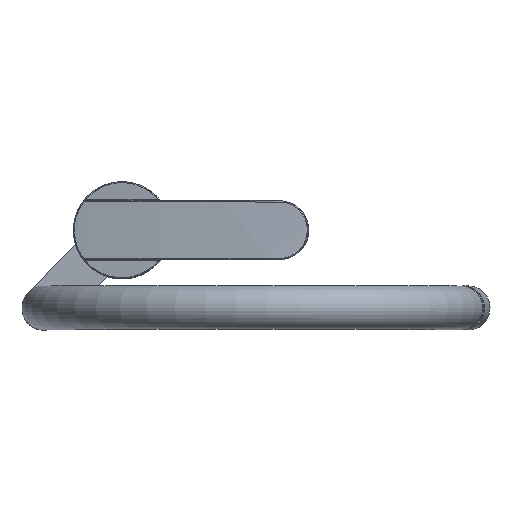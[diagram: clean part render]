
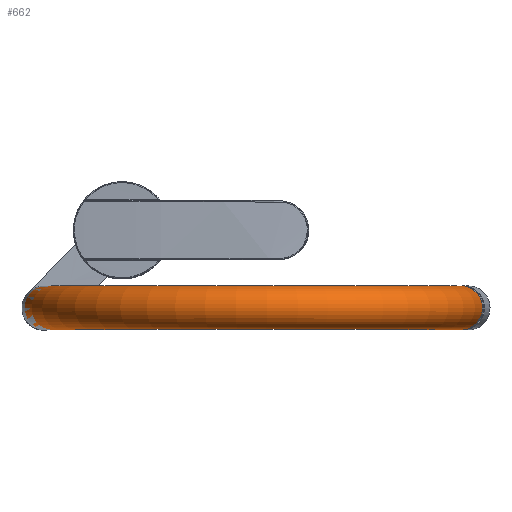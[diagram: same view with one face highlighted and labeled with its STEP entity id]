
A CAD part, top view. The second image highlights one B-rep face of the part: STEP entity #662.
In plain terms, the highlighted toroidal (fillet/blend) face has major radius 110.5 mm and minor radius 11.5 mm.
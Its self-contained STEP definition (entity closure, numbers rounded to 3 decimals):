
#41=TOROIDAL_SURFACE('',#980,110.5,11.5);
#203=ORIENTED_EDGE('',*,*,#339,.T.);
#204=ORIENTED_EDGE('',*,*,#337,.F.);
#337=EDGE_CURVE('',#424,#424,#483,.F.);
#339=EDGE_CURVE('',#426,#426,#485,.F.);
#424=VERTEX_POINT('',#1257);
#426=VERTEX_POINT('',#1263);
#483=CIRCLE('',#975,11.5);
#485=CIRCLE('',#979,11.5);
#533=EDGE_LOOP('',(#203));
#534=EDGE_LOOP('',(#204));
#597=FACE_BOUND('',#533,.T.);
#598=FACE_BOUND('',#534,.T.);
#662=ADVANCED_FACE('',(#597,#598),#41,.T.);
#975=AXIS2_PLACEMENT_3D('',#1256,#1078,#1079);
#979=AXIS2_PLACEMENT_3D('',#1262,#1086,#1087);
#980=AXIS2_PLACEMENT_3D('',#1264,#1088,#1089);
#1078=DIRECTION('',(-0.174,0.,0.985));
#1079=DIRECTION('',(-0.985,0.,-0.174));
#1086=DIRECTION('',(0.,0.,-1.));
#1087=DIRECTION('',(1.,0.,0.));
#1088=DIRECTION('',(0.,-1.,0.));
#1089=DIRECTION('',(0.,0.,-1.));
#1256=CARTESIAN_POINT('',(178.309,-41.012,235.688));
#1257=CARTESIAN_POINT('',(166.984,-41.012,233.691));
#1262=CARTESIAN_POINT('',(-41.012,-41.012,216.5));
#1263=CARTESIAN_POINT('',(-29.512,-41.012,216.5));
#1264=CARTESIAN_POINT('',(69.488,-41.012,216.5));
